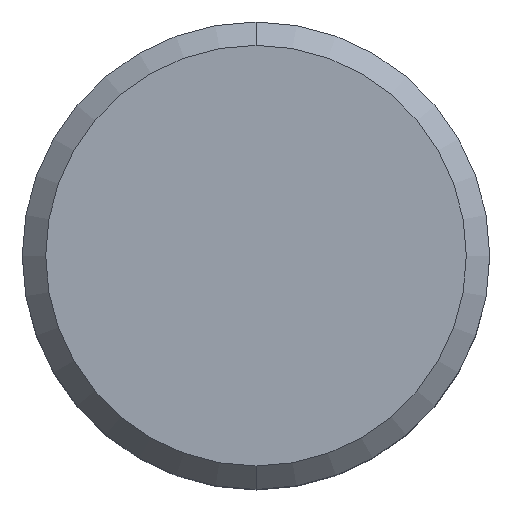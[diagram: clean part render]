
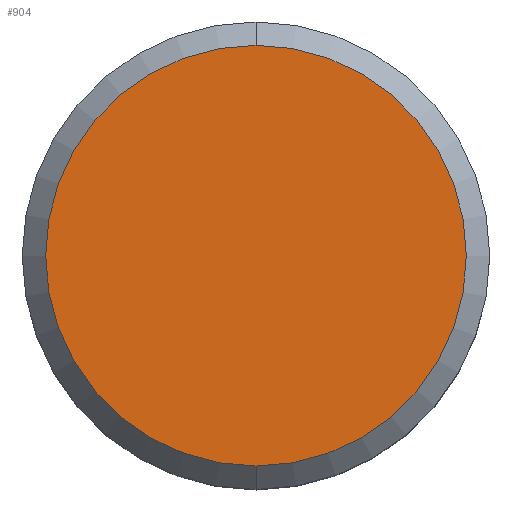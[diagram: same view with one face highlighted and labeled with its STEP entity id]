
A CAD part, top view. The second image highlights one B-rep face of the part: STEP entity #904.
In plain terms, the highlighted planar face has unit normal (0, 0, 1).
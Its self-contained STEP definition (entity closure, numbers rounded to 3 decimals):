
#904 = ADVANCED_FACE ( 'Defeature ausgef�hrt1_8', ( #6767 ), #6770, .F. ) ;
#1953 = CARTESIAN_POINT ( 'NONE',  ( 0., -0.9, 8.4 ) ) ;
#2293 = DIRECTION ( 'NONE',  ( 0., -1., 0. ) ) ;
#2295 = DIRECTION ( 'NONE',  ( 0., 0., 1. ) ) ;
#2306 = CARTESIAN_POINT ( 'NONE',  ( 0., 0., 8.4 ) ) ;
#2579 = DIRECTION ( 'NONE',  ( 0., -1., 0. ) ) ;
#2581 = DIRECTION ( 'NONE',  ( 0., 0., 1. ) ) ;
#2587 = CARTESIAN_POINT ( 'NONE',  ( 0., 0., 8.4 ) ) ;
#2655 = VERTEX_POINT ( 'NONE', #5965 ) ;
#3042 = AXIS2_PLACEMENT_3D ( 'NONE', #2587, #2581, #2579 ) ;
#3180 = AXIS2_PLACEMENT_3D ( 'NONE', #2306, #2295, #2293 ) ;
#4286 = EDGE_LOOP ( 'NONE', ( #6595, #6804 ) ) ;
#5105 = CIRCLE ( 'NONE', #3180, 0.9 ) ;
#5231 = EDGE_CURVE ( 'Defeature ausgef�hrt1_8+Defeature ausgef�hrt1_9+Defeature ausgef�hrt1_9+Defeature ausgef�hrt1_9', #5352, #2655, #5917, .T. ) ;
#5292 = EDGE_CURVE ( 'Defeature ausgef�hrt1_8+Defeature ausgef�hrt1_9+Defeature ausgef�hrt1_9+Defeature ausgef�hrt1_9', #2655, #5352, #5105, .T. ) ;
#5352 = VERTEX_POINT ( 'NONE', #1953 ) ;
#5917 = CIRCLE ( 'NONE', #3042, 0.9 ) ;
#5965 = CARTESIAN_POINT ( 'NONE',  ( 0., 0.9, 8.4 ) ) ;
#6595 = ORIENTED_EDGE ( 'NONE', *, *, #5292, .T. ) ;
#6767 = FACE_OUTER_BOUND ( 'NONE', #4286, .T. ) ;
#6770 = PLANE ( 'NONE',  #7608 ) ;
#6804 = ORIENTED_EDGE ( 'NONE', *, *, #5231, .T. ) ;
#6960 = CARTESIAN_POINT ( 'NONE',  ( 0., 0.9, 8.4 ) ) ;
#6975 = DIRECTION ( 'NONE',  ( 0., 0., -1. ) ) ;
#6997 = DIRECTION ( 'NONE',  ( 0., 1., 0. ) ) ;
#7608 = AXIS2_PLACEMENT_3D ( 'NONE', #6960, #6975, #6997 ) ;
